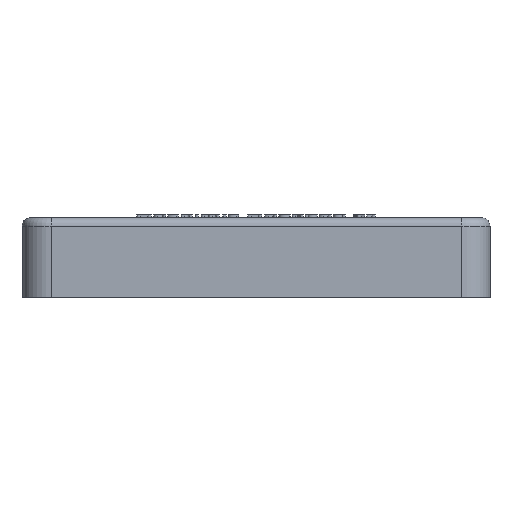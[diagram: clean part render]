
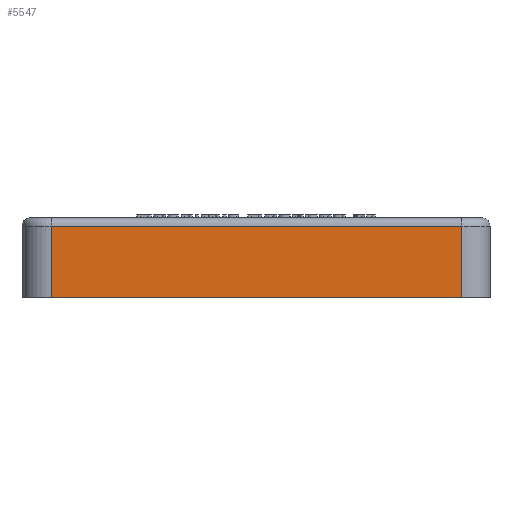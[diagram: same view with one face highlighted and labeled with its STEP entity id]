
A CAD part, front view. The second image highlights one B-rep face of the part: STEP entity #5547.
In plain terms, the highlighted planar face has unit normal (0.002, -1, 0).
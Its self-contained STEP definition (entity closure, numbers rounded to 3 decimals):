
#2746=CARTESIAN_POINT('',(36.109,-49.094,-12.5));
#2747=VERTEX_POINT('',#2746);
#2755=CARTESIAN_POINT('',(-35.956,-49.206,-12.5));
#2756=VERTEX_POINT('',#2755);
#2757=CARTESIAN_POINT('',(36.109,-49.094,-12.5));
#2758=DIRECTION('',(-1.,-0.002,0.));
#2759=VECTOR('',#2758,72.066);
#2760=LINE('',#2757,#2759);
#2761=EDGE_CURVE('',#2747,#2756,#2760,.T.);
#5010=CARTESIAN_POINT('',(36.109,-49.094,0.));
#5011=VERTEX_POINT('',#5010);
#5020=CARTESIAN_POINT('',(-35.956,-49.206,0.));
#5021=VERTEX_POINT('',#5020);
#5029=CARTESIAN_POINT('',(36.109,-49.094,0.));
#5030=DIRECTION('',(-1.,-0.002,0.));
#5031=VECTOR('',#5030,72.066);
#5032=LINE('',#5029,#5031);
#5033=EDGE_CURVE('',#5011,#5021,#5032,.T.);
#5522=CARTESIAN_POINT('',(-35.956,-49.206,-12.5));
#5523=DIRECTION('',(0.,0.,1.));
#5524=VECTOR('',#5523,12.5);
#5525=LINE('',#5522,#5524);
#5526=EDGE_CURVE('',#2756,#5021,#5525,.T.);
#5531=CARTESIAN_POINT('',(0.077,-49.15,-6.));
#5532=DIRECTION('',(-0.002,1.,0.));
#5533=DIRECTION('',(-1.,-0.002,0.));
#5534=AXIS2_PLACEMENT_3D('',#5531,#5532,#5533);
#5535=PLANE('',#5534);
#5536=ORIENTED_EDGE('',*,*,#5033,.T.);
#5537=ORIENTED_EDGE('',*,*,#5526,.F.);
#5538=ORIENTED_EDGE('',*,*,#2761,.F.);
#5539=CARTESIAN_POINT('',(36.109,-49.094,-12.5));
#5540=DIRECTION('',(0.,0.,1.));
#5541=VECTOR('',#5540,12.5);
#5542=LINE('',#5539,#5541);
#5543=EDGE_CURVE('',#2747,#5011,#5542,.T.);
#5544=ORIENTED_EDGE('',*,*,#5543,.T.);
#5545=EDGE_LOOP('',(#5536,#5537,#5538,#5544));
#5546=FACE_BOUND('',#5545,.T.);
#5547=ADVANCED_FACE('',(#5546),#5535,.F.);
